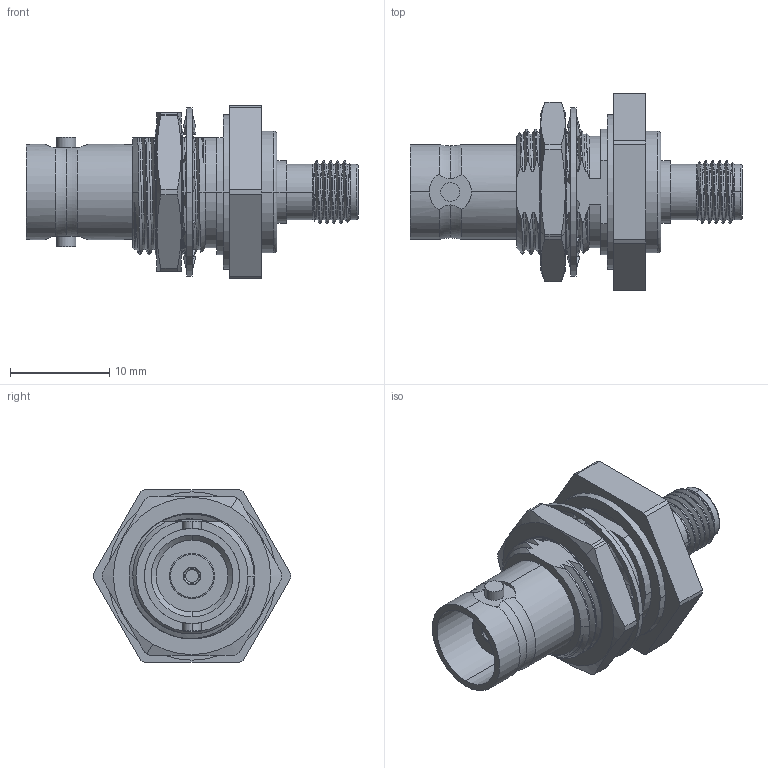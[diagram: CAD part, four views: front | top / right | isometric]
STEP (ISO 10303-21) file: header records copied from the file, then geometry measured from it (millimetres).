
FILE_DESCRIPTION (( 'STEP AP214' ), '1' );
FILE_NAME ('LCAD30013_3D.step', '2025-07-23T22:11:33', ( '' ), ( '' ), 'SwSTEP 2.0', 'SolidWorks 2022', '' );
FILE_SCHEMA (( 'AUTOMOTIVE_DESIGN' ));
Length unit declared in the file: inch
Products named in the file (1): LCAD30013_3D
Bounding box: 33.53 x 19.91 x 17.46 mm (x, y, z)
Volume: 2999.2 mm3; surface area: 3223.5 mm2
Topology: 4 solids, 4 shells, 306 faces, 861 edges, 576 vertices
Faces by surface type: cylinder 111, plane 76, bspline 74, cone 33, torus 12
Entity records: 21259 total; most frequent: CARTESIAN_POINT 13925, ORIENTED_EDGE 1722, DIRECTION 1296, EDGE_CURVE 861, VERTEX_POINT 576, AXIS2_PLACEMENT_3D 480, LINE 336, VECTOR 336
